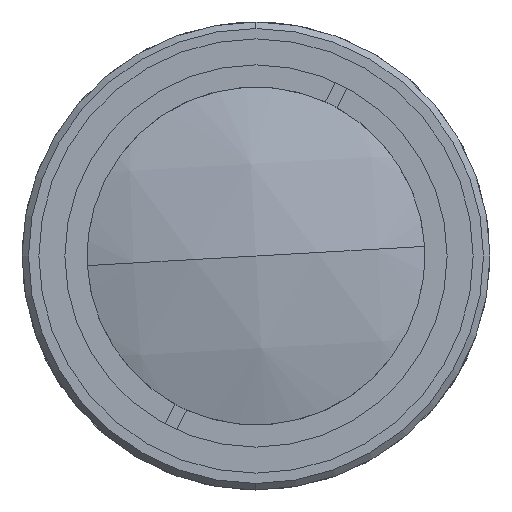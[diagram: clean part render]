
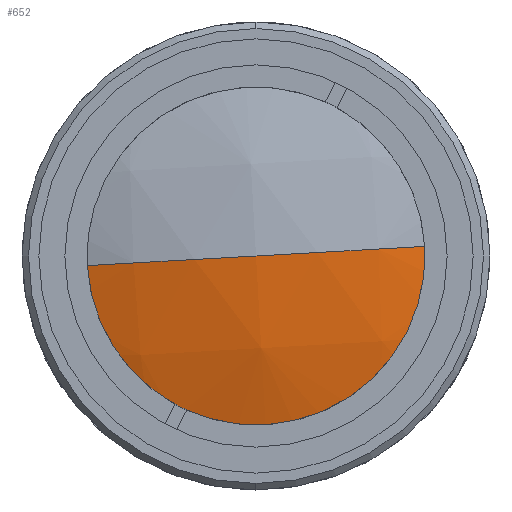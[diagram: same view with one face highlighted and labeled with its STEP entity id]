
A CAD part, left-side view. The second image highlights one B-rep face of the part: STEP entity #652.
In plain terms, the highlighted spherical face has radius 43.203 mm.
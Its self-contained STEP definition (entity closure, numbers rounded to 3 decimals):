
#150 = EDGE_CURVE ( 'NONE', #272, #3651, #2911, .T. ) ;
#272 = VERTEX_POINT ( 'NONE', #3918 ) ;
#344 = DIRECTION ( 'NONE',  ( 0., -0.057, -0.998 ) ) ;
#564 = EDGE_CURVE ( 'NONE', #3219, #272, #1749, .T. ) ;
#652 = ADVANCED_FACE ( 'NONE', ( #3593 ), #2601, .T. ) ;
#822 = ORIENTED_EDGE ( 'NONE', *, *, #2081, .F. ) ;
#1062 = CARTESIAN_POINT ( 'NONE',  ( 11.331, 0., 0. ) ) ;
#1357 = CIRCLE ( 'NONE', #1944, 43.203 ) ;
#1391 = DIRECTION ( 'NONE',  ( 0., 0.057, 0.998 ) ) ;
#1480 = CARTESIAN_POINT ( 'NONE',  ( 11.331, 13.977, -0.794 ) ) ;
#1668 = AXIS2_PLACEMENT_3D ( 'NONE', #2084, #344, #3753 ) ;
#1749 = CIRCLE ( 'NONE', #2476, 14. ) ;
#1829 = AXIS2_PLACEMENT_3D ( 'NONE', #3547, #4243, #2508 ) ;
#1944 = AXIS2_PLACEMENT_3D ( 'NONE', #2413, #1391, #2051 ) ;
#2051 = DIRECTION ( 'NONE',  ( 0., -0.998, 0.057 ) ) ;
#2081 = EDGE_CURVE ( 'NONE', #3219, #3651, #1357, .T. ) ;
#2084 = CARTESIAN_POINT ( 'NONE',  ( 52.203, 0., 0. ) ) ;
#2361 = ORIENTED_EDGE ( 'NONE', *, *, #150, .T. ) ;
#2413 = CARTESIAN_POINT ( 'NONE',  ( 52.203, 0., 0. ) ) ;
#2476 = AXIS2_PLACEMENT_3D ( 'NONE', #1062, #3839, #3124 ) ;
#2508 = DIRECTION ( 'NONE',  ( 0., 0.998, -0.057 ) ) ;
#2601 = SPHERICAL_SURFACE ( 'NONE', #1829, 43.203 ) ;
#2911 = CIRCLE ( 'NONE', #1668, 43.203 ) ;
#3124 = DIRECTION ( 'NONE',  ( 0., 0.057, 0.998 ) ) ;
#3219 = VERTEX_POINT ( 'NONE', #1480 ) ;
#3423 = ORIENTED_EDGE ( 'NONE', *, *, #564, .T. ) ;
#3547 = CARTESIAN_POINT ( 'NONE',  ( 52.203, 0., 0. ) ) ;
#3562 = EDGE_LOOP ( 'NONE', ( #3423, #2361, #822 ) ) ;
#3593 = FACE_OUTER_BOUND ( 'NONE', #3562, .T. ) ;
#3651 = VERTEX_POINT ( 'NONE', #3941 ) ;
#3753 = DIRECTION ( 'NONE',  ( 0., 0.998, -0.057 ) ) ;
#3839 = DIRECTION ( 'NONE',  ( -1., 0., 0. ) ) ;
#3918 = CARTESIAN_POINT ( 'NONE',  ( 11.331, -13.977, 0.794 ) ) ;
#3941 = CARTESIAN_POINT ( 'NONE',  ( 9., 0., 0. ) ) ;
#4243 = DIRECTION ( 'NONE',  ( 0., -0.057, -0.998 ) ) ;
